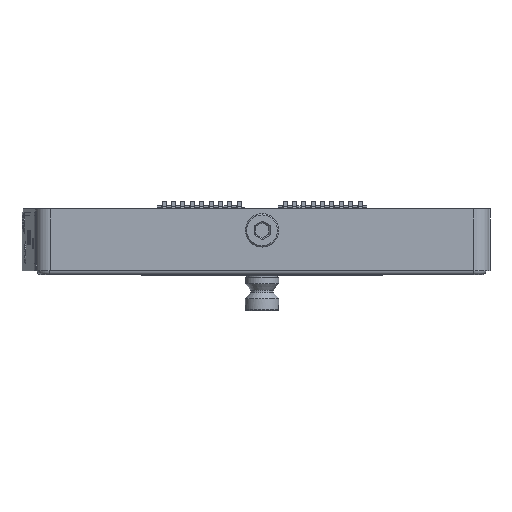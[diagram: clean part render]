
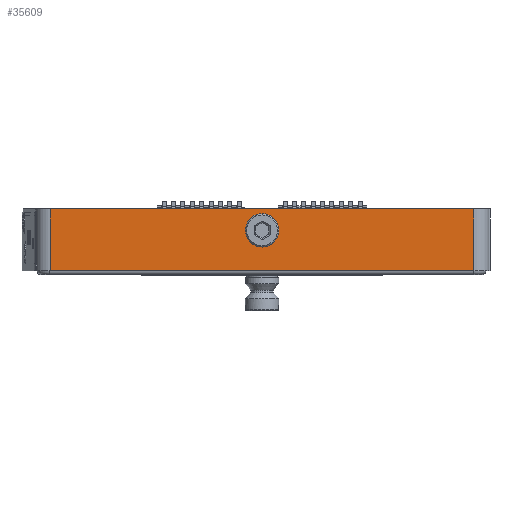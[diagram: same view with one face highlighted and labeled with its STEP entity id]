
A CAD part, left-side view. The second image highlights one B-rep face of the part: STEP entity #35609.
In plain terms, the highlighted planar face has unit normal (-1, 0, 0).
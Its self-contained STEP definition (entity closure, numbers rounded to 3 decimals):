
#148 = CARTESIAN_POINT ( 'NONE',  ( -86., 83.5, 5.75 ) ) ;
#402 = CIRCLE ( 'NONE', #16274, 3.125 ) ;
#2385 = CARTESIAN_POINT ( 'NONE',  ( -86., 83.5, -5.75 ) ) ;
#3936 = LINE ( 'NONE', #23164, #36576 ) ;
#4384 = ORIENTED_EDGE ( 'NONE', *, *, #29381, .F. ) ;
#4585 = LINE ( 'NONE', #23900, #35291 ) ;
#4651 = ORIENTED_EDGE ( 'NONE', *, *, #29503, .F. ) ;
#4821 = ORIENTED_EDGE ( 'NONE', *, *, #29510, .T. ) ;
#7006 = CARTESIAN_POINT ( 'NONE',  ( -86., 47.125, 1.75 ) ) ;
#7050 = LINE ( 'NONE', #26814, #29472 ) ;
#8793 = LINE ( 'NONE', #30398, #28464 ) ;
#10014 = CARTESIAN_POINT ( 'NONE',  ( -86., 4.5, 5.75 ) ) ;
#16274 = AXIS2_PLACEMENT_3D ( 'NONE', #26430, #26419, #26328 ) ;
#21464 = AXIS2_PLACEMENT_3D ( 'NONE', #25861, #25843, #25713 ) ;
#23104 = DIRECTION ( 'NONE',  ( 0., -1., 0. ) ) ;
#23114 = DIRECTION ( 'NONE',  ( 0., 0., 1. ) ) ;
#23164 = CARTESIAN_POINT ( 'NONE',  ( -86., 83.5, -5.75 ) ) ;
#23900 = CARTESIAN_POINT ( 'NONE',  ( -86., 4.5, -5.75 ) ) ;
#25713 = DIRECTION ( 'NONE',  ( 0., 0., 1. ) ) ;
#25843 = DIRECTION ( 'NONE',  ( -1., 0., 0. ) ) ;
#25861 = CARTESIAN_POINT ( 'NONE',  ( -86., 4.5, -5.75 ) ) ;
#26269 = PLANE ( 'NONE',  #21464 ) ;
#26278 = DIRECTION ( 'NONE',  ( 0., -1., 0. ) ) ;
#26328 = DIRECTION ( 'NONE',  ( 0., 1., 0. ) ) ;
#26419 = DIRECTION ( 'NONE',  ( 1., 0., 0. ) ) ;
#26430 = CARTESIAN_POINT ( 'NONE',  ( -86., 44., 1.75 ) ) ;
#26814 = CARTESIAN_POINT ( 'NONE',  ( -86., 4.5, 5.75 ) ) ;
#27927 = FACE_BOUND ( 'NONE', #28037, .T. ) ;
#28037 = EDGE_LOOP ( 'NONE', ( #41212 ) ) ;
#28464 = VECTOR ( 'NONE', #30391, 1000. ) ;
#29246 = EDGE_CURVE ( 'NONE', #37851, #38879, #8793, .T. ) ;
#29372 = EDGE_CURVE ( 'NONE', #33264, #33264, #402, .T. ) ;
#29381 = EDGE_CURVE ( 'NONE', #43435, #38879, #7050, .T. ) ;
#29472 = VECTOR ( 'NONE', #26278, 1000. ) ;
#29503 = EDGE_CURVE ( 'NONE', #43200, #43435, #3936, .T. ) ;
#29510 = EDGE_CURVE ( 'NONE', #43200, #37851, #4585, .T. ) ;
#30391 = DIRECTION ( 'NONE',  ( 0., 0., 1. ) ) ;
#30398 = CARTESIAN_POINT ( 'NONE',  ( -86., 4.5, -5.75 ) ) ;
#33264 = VERTEX_POINT ( 'NONE', #7006 ) ;
#34554 = CARTESIAN_POINT ( 'NONE',  ( -86., 4.5, -5.75 ) ) ;
#35291 = VECTOR ( 'NONE', #23104, 1000. ) ;
#35609 = ADVANCED_FACE ( 'NONE', ( #27927, #38864 ), #26269, .T. ) ;
#36052 = EDGE_LOOP ( 'NONE', ( #4384, #4651, #4821, #41932 ) ) ;
#36576 = VECTOR ( 'NONE', #23114, 1000. ) ;
#37851 = VERTEX_POINT ( 'NONE', #34554 ) ;
#38864 = FACE_OUTER_BOUND ( 'NONE', #36052, .T. ) ;
#38879 = VERTEX_POINT ( 'NONE', #10014 ) ;
#41212 = ORIENTED_EDGE ( 'NONE', *, *, #29372, .T. ) ;
#41932 = ORIENTED_EDGE ( 'NONE', *, *, #29246, .T. ) ;
#43200 = VERTEX_POINT ( 'NONE', #2385 ) ;
#43435 = VERTEX_POINT ( 'NONE', #148 ) ;
